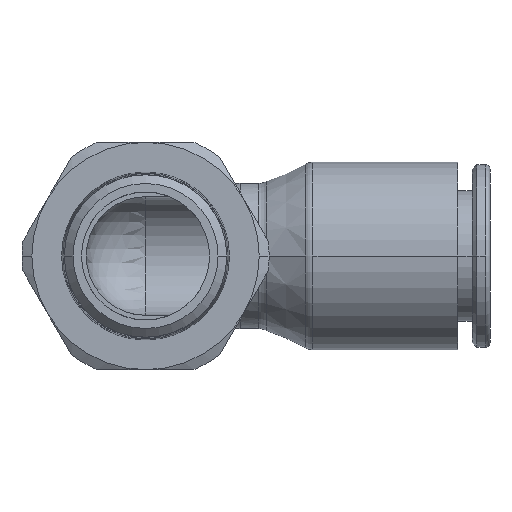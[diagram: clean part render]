
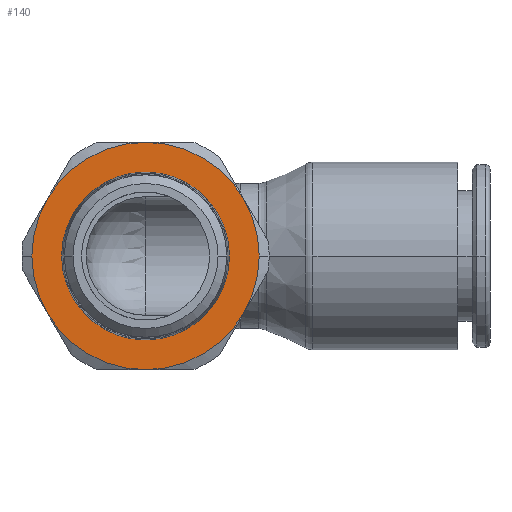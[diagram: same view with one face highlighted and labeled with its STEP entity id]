
A CAD part, front view. The second image highlights one B-rep face of the part: STEP entity #140.
In plain terms, the highlighted planar face has unit normal (0, -1, 0).
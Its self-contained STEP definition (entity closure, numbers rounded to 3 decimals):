
#140=ADVANCED_FACE('',(#376,#377),#378,.F.);
#376=FACE_BOUND('',#651,.T.);
#377=FACE_OUTER_BOUND('',#652,.T.);
#378=PLANE('',#653);
#651=EDGE_LOOP('',(#1482,#1483));
#652=EDGE_LOOP('',(#1484,#1485,#1486,#1487,#1488,#1489,#1490,#1491));
#653=AXIS2_PLACEMENT_3D('',#1492,#1493,#1494);
#1482=ORIENTED_EDGE('',*,*,#2017,.T.);
#1483=ORIENTED_EDGE('',*,*,#1842,.T.);
#1484=ORIENTED_EDGE('',*,*,#1828,.F.);
#1485=ORIENTED_EDGE('',*,*,#2032,.F.);
#1486=ORIENTED_EDGE('',*,*,#2033,.F.);
#1487=ORIENTED_EDGE('',*,*,#1824,.F.);
#1488=ORIENTED_EDGE('',*,*,#2034,.F.);
#1489=ORIENTED_EDGE('',*,*,#2035,.F.);
#1490=ORIENTED_EDGE('',*,*,#2036,.F.);
#1491=ORIENTED_EDGE('',*,*,#2037,.F.);
#1492=CARTESIAN_POINT('',(0.,0.01,0.));
#1493=DIRECTION('',(0.0,1.0,0.0));
#1494=DIRECTION('',(0.0,0.0,1.0));
#1824=EDGE_CURVE('',#2194,#2196,#2197,.T.);
#1828=EDGE_CURVE('',#2201,#2199,#2203,.T.);
#1842=EDGE_CURVE('',#2225,#2227,#2229,.T.);
#2017=EDGE_CURVE('',#2227,#2225,#2514,.T.);
#2032=EDGE_CURVE('',#2535,#2201,#2536,.T.);
#2033=EDGE_CURVE('',#2196,#2535,#2537,.T.);
#2034=EDGE_CURVE('',#2538,#2194,#2539,.T.);
#2035=EDGE_CURVE('',#2540,#2538,#2541,.T.);
#2036=EDGE_CURVE('',#2542,#2540,#2543,.T.);
#2037=EDGE_CURVE('',#2199,#2542,#2544,.T.);
#2194=VERTEX_POINT('',#2767);
#2196=VERTEX_POINT('',#2770);
#2197=CIRCLE('',#2771,11.5);
#2199=VERTEX_POINT('',#2784);
#2201=VERTEX_POINT('',#2787);
#2203=CIRCLE('',#2800,11.5);
#2225=VERTEX_POINT('',#2828);
#2227=VERTEX_POINT('',#2831);
#2229=CIRCLE('',#2834,8.494);
#2514=CIRCLE('',#3524,8.494);
#2535=VERTEX_POINT('',#3545);
#2536=CIRCLE('',#3546,11.5);
#2537=CIRCLE('',#3547,11.5);
#2538=VERTEX_POINT('',#3548);
#2539=CIRCLE('',#3549,11.5);
#2540=VERTEX_POINT('',#3550);
#2541=CIRCLE('',#3551,11.5);
#2542=VERTEX_POINT('',#3552);
#2543=CIRCLE('',#3553,11.5);
#2544=CIRCLE('',#3554,11.5);
#2767=CARTESIAN_POINT('',(11.5,0.01,0.));
#2770=CARTESIAN_POINT('',(9.959,0.01,-5.75));
#2771=AXIS2_PLACEMENT_3D('',#3998,#3999,#4000);
#2784=CARTESIAN_POINT('',(-11.5,0.01,0.));
#2787=CARTESIAN_POINT('',(-9.959,0.01,-5.75));
#2800=AXIS2_PLACEMENT_3D('',#4002,#4003,#4004);
#2828=CARTESIAN_POINT('',(8.494,0.01,0.));
#2831=CARTESIAN_POINT('',(-8.494,0.01,0.));
#2834=AXIS2_PLACEMENT_3D('',#4028,#4029,#4030);
#3524=AXIS2_PLACEMENT_3D('',#4402,#4403,#4404);
#3545=CARTESIAN_POINT('',(0.0,0.01,-11.5));
#3546=AXIS2_PLACEMENT_3D('',#4447,#4448,#4449);
#3547=AXIS2_PLACEMENT_3D('',#4450,#4451,#4452);
#3548=CARTESIAN_POINT('',(9.959,0.01,5.75));
#3549=AXIS2_PLACEMENT_3D('',#4453,#4454,#4455);
#3550=CARTESIAN_POINT('',(0.,0.01,11.5));
#3551=AXIS2_PLACEMENT_3D('',#4456,#4457,#4458);
#3552=CARTESIAN_POINT('',(-9.959,0.01,5.75));
#3553=AXIS2_PLACEMENT_3D('',#4459,#4460,#4461);
#3554=AXIS2_PLACEMENT_3D('',#4462,#4463,#4464);
#3998=CARTESIAN_POINT('',(0.0,0.01,0.0));
#3999=DIRECTION('',(-0.0,1.0,0.0));
#4000=DIRECTION('',(1.0,0.0,0.0));
#4002=CARTESIAN_POINT('',(0.0,0.01,0.0));
#4003=DIRECTION('',(-0.0,1.0,0.0));
#4004=DIRECTION('',(1.0,0.0,0.0));
#4028=CARTESIAN_POINT('',(0.0,0.01,0.0));
#4029=DIRECTION('',(-0.0,1.0,0.0));
#4030=DIRECTION('',(1.0,0.0,0.0));
#4402=CARTESIAN_POINT('',(0.0,0.01,0.0));
#4403=DIRECTION('',(-0.0,1.0,0.0));
#4404=DIRECTION('',(1.0,0.0,0.0));
#4447=CARTESIAN_POINT('',(0.0,0.01,0.0));
#4448=DIRECTION('',(-0.0,1.0,0.0));
#4449=DIRECTION('',(1.0,0.0,0.0));
#4450=CARTESIAN_POINT('',(0.0,0.01,0.0));
#4451=DIRECTION('',(-0.0,1.0,0.0));
#4452=DIRECTION('',(1.0,0.0,0.0));
#4453=CARTESIAN_POINT('',(0.0,0.01,0.0));
#4454=DIRECTION('',(-0.0,1.0,0.0));
#4455=DIRECTION('',(1.0,0.0,0.0));
#4456=CARTESIAN_POINT('',(0.0,0.01,0.0));
#4457=DIRECTION('',(-0.0,1.0,0.0));
#4458=DIRECTION('',(1.0,0.0,0.0));
#4459=CARTESIAN_POINT('',(0.0,0.01,0.0));
#4460=DIRECTION('',(-0.0,1.0,0.0));
#4461=DIRECTION('',(1.0,0.0,0.0));
#4462=CARTESIAN_POINT('',(0.0,0.01,0.0));
#4463=DIRECTION('',(-0.0,1.0,0.0));
#4464=DIRECTION('',(1.0,0.0,0.0));
